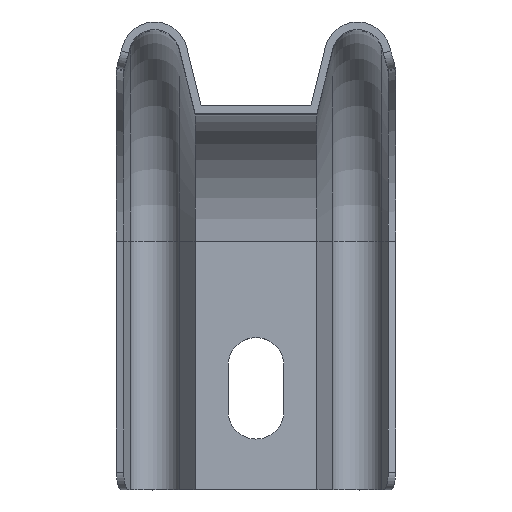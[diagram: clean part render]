
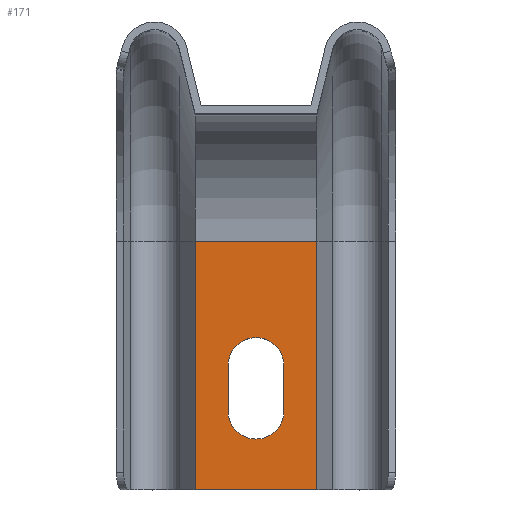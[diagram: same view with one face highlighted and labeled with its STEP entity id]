
A CAD part, top view. The second image highlights one B-rep face of the part: STEP entity #171.
In plain terms, the highlighted planar face has unit normal (0, 0, 1).
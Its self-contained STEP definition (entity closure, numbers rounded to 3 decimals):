
#11 = VECTOR ( 'NONE', #1091, 1000. ) ;
#40 = EDGE_CURVE ( 'NONE', #1925, #461, #1510, .T. ) ;
#58 = DIRECTION ( 'NONE',  ( 0., 0., 1. ) ) ;
#62 = ORIENTED_EDGE ( 'NONE', *, *, #1273, .F. ) ;
#89 = ORIENTED_EDGE ( 'NONE', *, *, #95, .F. ) ;
#95 = EDGE_CURVE ( 'NONE', #129, #625, #189, .T. ) ;
#129 = VERTEX_POINT ( 'NONE', #1546 ) ;
#139 = CARTESIAN_POINT ( 'NONE',  ( 12., -25., -127. ) ) ;
#153 = EDGE_LOOP ( 'NONE', ( #1520, #329, #1965, #303 ) ) ;
#154 = DIRECTION ( 'NONE',  ( 0., -1., 0. ) ) ;
#161 = DIRECTION ( 'NONE',  ( 0., 1., 0. ) ) ;
#171 = ADVANCED_FACE ( 'NONE', ( #1061, #1803 ), #1815, .F. ) ;
#189 = CIRCLE ( 'NONE', #1849, 5.5 ) ;
#280 = VERTEX_POINT ( 'NONE', #991 ) ;
#303 = ORIENTED_EDGE ( 'NONE', *, *, #1613, .F. ) ;
#329 = ORIENTED_EDGE ( 'NONE', *, *, #1363, .T. ) ;
#355 = EDGE_CURVE ( 'NONE', #1871, #935, #658, .T. ) ;
#393 = LINE ( 'NONE', #1442, #1847 ) ;
#427 = EDGE_CURVE ( 'NONE', #1976, #280, #931, .T. ) ;
#455 = AXIS2_PLACEMENT_3D ( 'NONE', #585, #1625, #740 ) ;
#461 = VERTEX_POINT ( 'NONE', #1686 ) ;
#580 = AXIS2_PLACEMENT_3D ( 'NONE', #1215, #1960, #1073 ) ;
#585 = CARTESIAN_POINT ( 'NONE',  ( 0., -49.5, -127. ) ) ;
#625 = VERTEX_POINT ( 'NONE', #1755 ) ;
#658 = LINE ( 'NONE', #774, #1439 ) ;
#740 = DIRECTION ( 'NONE',  ( 1., 0., 0. ) ) ;
#774 = CARTESIAN_POINT ( 'NONE',  ( 12., -25., -127. ) ) ;
#812 = DIRECTION ( 'NONE',  ( 0., -1., 0. ) ) ;
#931 = LINE ( 'NONE', #1678, #11 ) ;
#935 = VERTEX_POINT ( 'NONE', #139 ) ;
#991 = CARTESIAN_POINT ( 'NONE',  ( 12., -74., -127. ) ) ;
#1017 = CARTESIAN_POINT ( 'NONE',  ( -12., -25., -127. ) ) ;
#1019 = CARTESIAN_POINT ( 'NONE',  ( 0., -58.5, -127. ) ) ;
#1025 = ORIENTED_EDGE ( 'NONE', *, *, #1242, .F. ) ;
#1061 = FACE_BOUND ( 'NONE', #1280, .T. ) ;
#1073 = DIRECTION ( 'NONE',  ( 0., 1., 0. ) ) ;
#1091 = DIRECTION ( 'NONE',  ( 1., 0., 0. ) ) ;
#1099 = CARTESIAN_POINT ( 'NONE',  ( -5.5, -58.5, -127. ) ) ;
#1105 = CARTESIAN_POINT ( 'NONE',  ( 5.5, -58.5, -127. ) ) ;
#1163 = VECTOR ( 'NONE', #161, 1000. ) ;
#1164 = DIRECTION ( 'NONE',  ( 1., 0., 0. ) ) ;
#1215 = CARTESIAN_POINT ( 'NONE',  ( 12., -25., -127. ) ) ;
#1242 = EDGE_CURVE ( 'NONE', #461, #129, #1248, .T. ) ;
#1248 = LINE ( 'NONE', #1099, #1596 ) ;
#1273 = EDGE_CURVE ( 'NONE', #625, #1925, #1989, .T. ) ;
#1280 = EDGE_LOOP ( 'NONE', ( #62, #89, #1025, #1968 ) ) ;
#1363 = EDGE_CURVE ( 'NONE', #1871, #1976, #1508, .T. ) ;
#1439 = VECTOR ( 'NONE', #1818, 1000. ) ;
#1442 = CARTESIAN_POINT ( 'NONE',  ( 12., -25., -127. ) ) ;
#1508 = LINE ( 'NONE', #1697, #1855 ) ;
#1510 = CIRCLE ( 'NONE', #455, 5.5 ) ;
#1520 = ORIENTED_EDGE ( 'NONE', *, *, #355, .F. ) ;
#1546 = CARTESIAN_POINT ( 'NONE',  ( -5.5, -58.5, -127. ) ) ;
#1594 = DIRECTION ( 'NONE',  ( 0., -1., 0. ) ) ;
#1596 = VECTOR ( 'NONE', #154, 1000. ) ;
#1611 = CARTESIAN_POINT ( 'NONE',  ( 5.5, -49.5, -127. ) ) ;
#1613 = EDGE_CURVE ( 'NONE', #935, #280, #393, .T. ) ;
#1625 = DIRECTION ( 'NONE',  ( 0., 0., 1. ) ) ;
#1678 = CARTESIAN_POINT ( 'NONE',  ( 12., -74., -127. ) ) ;
#1686 = CARTESIAN_POINT ( 'NONE',  ( -5.5, -49.5, -127. ) ) ;
#1697 = CARTESIAN_POINT ( 'NONE',  ( -12., -25., -127. ) ) ;
#1755 = CARTESIAN_POINT ( 'NONE',  ( 5.5, -58.5, -127. ) ) ;
#1803 = FACE_OUTER_BOUND ( 'NONE', #153, .T. ) ;
#1815 = PLANE ( 'NONE',  #580 ) ;
#1818 = DIRECTION ( 'NONE',  ( 1., 0., 0. ) ) ;
#1847 = VECTOR ( 'NONE', #1594, 1000. ) ;
#1849 = AXIS2_PLACEMENT_3D ( 'NONE', #1019, #58, #1164 ) ;
#1855 = VECTOR ( 'NONE', #812, 1000. ) ;
#1871 = VERTEX_POINT ( 'NONE', #1017 ) ;
#1923 = CARTESIAN_POINT ( 'NONE',  ( -12., -74., -127. ) ) ;
#1925 = VERTEX_POINT ( 'NONE', #1611 ) ;
#1960 = DIRECTION ( 'NONE',  ( 0., 0., -1. ) ) ;
#1965 = ORIENTED_EDGE ( 'NONE', *, *, #427, .T. ) ;
#1968 = ORIENTED_EDGE ( 'NONE', *, *, #40, .F. ) ;
#1976 = VERTEX_POINT ( 'NONE', #1923 ) ;
#1989 = LINE ( 'NONE', #1105, #1163 ) ;
